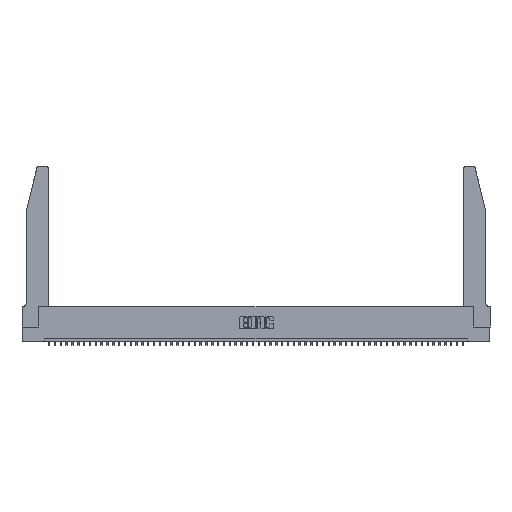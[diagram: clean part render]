
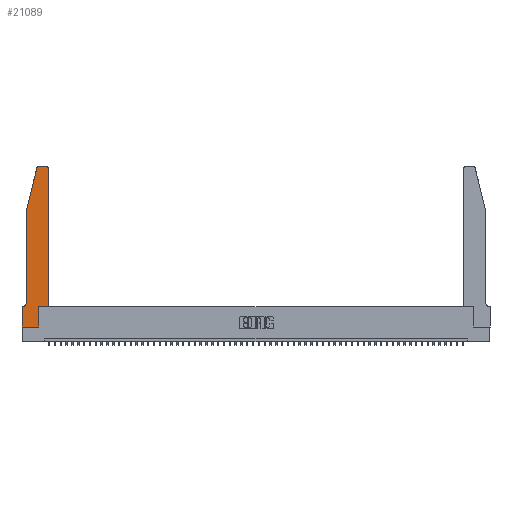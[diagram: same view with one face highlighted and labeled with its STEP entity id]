
A CAD part, top view. The second image highlights one B-rep face of the part: STEP entity #21089.
In plain terms, the highlighted planar face has unit normal (0, 0, 1).
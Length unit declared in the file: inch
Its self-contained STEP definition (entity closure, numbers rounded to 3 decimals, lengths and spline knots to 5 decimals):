
#886 = CARTESIAN_POINT ( 'NONE',  ( 0.4205, 2.75, 0.37 ) ) ;
#974 = CARTESIAN_POINT ( 'NONE',  ( 0.2865, 0., 0.37 ) ) ;
#983 = CARTESIAN_POINT ( 'NONE',  ( 0., 0., 0.37 ) ) ;
#1408 = DIRECTION ( 'NONE',  ( 1., 0., 0. ) ) ;
#4040 = DIRECTION ( 'NONE',  ( 0., 0., -1. ) ) ;
#4309 = CARTESIAN_POINT ( 'NONE',  ( 0.4205, 2.72, 0.37 ) ) ;
#4442 = CARTESIAN_POINT ( 'NONE',  ( 0.4505, 2.72, 0.37 ) ) ;
#4633 = ORIENTED_EDGE ( 'NONE', *, *, #25967, .T. ) ;
#4705 = CARTESIAN_POINT ( 'NONE',  ( 0.0755, 0.35, 0.37 ) ) ;
#4901 = CARTESIAN_POINT ( 'NONE',  ( 0., 0., 0.37 ) ) ;
#5399 = CARTESIAN_POINT ( 'NONE',  ( 0.4505, 0.35, 0.37 ) ) ;
#5614 = CARTESIAN_POINT ( 'NONE',  ( 0.25487, 2.72718, 0.37 ) ) ;
#7550 = EDGE_CURVE ( 'NONE', #40225, #12716, #11148, .T. ) ;
#7652 = ORIENTED_EDGE ( 'NONE', *, *, #7550, .T. ) ;
#7838 = AXIS2_PLACEMENT_3D ( 'NONE', #27388, #15167, #44852 ) ;
#8056 = CARTESIAN_POINT ( 'NONE',  ( 0.284, 2.75, 0.37 ) ) ;
#8064 = VECTOR ( 'NONE', #20903, 39.37008 ) ;
#8443 = ORIENTED_EDGE ( 'NONE', *, *, #33070, .T. ) ;
#8520 = DIRECTION ( 'NONE',  ( -1., 0., 0. ) ) ;
#9211 = DIRECTION ( 'NONE',  ( 0., -1., 0. ) ) ;
#9290 = LINE ( 'NONE', #46125, #8064 ) ;
#9423 = ORIENTED_EDGE ( 'NONE', *, *, #25107, .T. ) ;
#9467 = DIRECTION ( 'NONE',  ( -1., 0., 0. ) ) ;
#9474 = EDGE_CURVE ( 'NONE', #37141, #15689, #51964, .T. ) ;
#10182 = CARTESIAN_POINT ( 'NONE',  ( 0., 0.35, 0.37 ) ) ;
#10204 = VECTOR ( 'NONE', #9467, 39.37008 ) ;
#10780 = VERTEX_POINT ( 'NONE', #38456 ) ;
#11148 = LINE ( 'NONE', #22528, #16545 ) ;
#11674 = DIRECTION ( 'NONE',  ( 1., 0., 0. ) ) ;
#12169 = VERTEX_POINT ( 'NONE', #23736 ) ;
#12716 = VERTEX_POINT ( 'NONE', #20745 ) ;
#13332 = DIRECTION ( 'NONE',  ( 0., 0., 1. ) ) ;
#13481 = LINE ( 'NONE', #4705, #10204 ) ;
#14287 = CARTESIAN_POINT ( 'NONE',  ( 0.0755, 0.42, 0.37 ) ) ;
#14300 = LINE ( 'NONE', #983, #49555 ) ;
#14738 = CARTESIAN_POINT ( 'NONE',  ( 0.0755, 2., 0.37 ) ) ;
#14774 = CARTESIAN_POINT ( 'NONE',  ( 0.0055, 0.35, 0.37 ) ) ;
#15167 = DIRECTION ( 'NONE',  ( 0., 0., 1. ) ) ;
#15197 = VERTEX_POINT ( 'NONE', #43008 ) ;
#15689 = VERTEX_POINT ( 'NONE', #8056 ) ;
#16545 = VECTOR ( 'NONE', #31941, 39.37008 ) ;
#18436 = EDGE_CURVE ( 'NONE', #15689, #40225, #43389, .T. ) ;
#19231 = AXIS2_PLACEMENT_3D ( 'NONE', #4309, #13332, #1408 ) ;
#19251 = LINE ( 'NONE', #45868, #25259 ) ;
#19493 = VECTOR ( 'NONE', #22103, 39.37008 ) ;
#20647 = ORIENTED_EDGE ( 'NONE', *, *, #34382, .T. ) ;
#20745 = CARTESIAN_POINT ( 'NONE',  ( 0.0755, 2., 0.37 ) ) ;
#20903 = DIRECTION ( 'NONE',  ( 0., 1., 0. ) ) ;
#21089 = ADVANCED_FACE ( 'NONE', ( #29171 ), #27453, .T. ) ;
#21220 = VECTOR ( 'NONE', #31374, 39.37008 ) ;
#21614 = AXIS2_PLACEMENT_3D ( 'NONE', #50404, #4040, #25897 ) ;
#22103 = DIRECTION ( 'NONE',  ( 1., 0., 0. ) ) ;
#22528 = CARTESIAN_POINT ( 'NONE',  ( 0.0755, 2., 0.37 ) ) ;
#22980 = VERTEX_POINT ( 'NONE', #14774 ) ;
#23354 = CIRCLE ( 'NONE', #21614, 0.07 ) ;
#23736 = CARTESIAN_POINT ( 'NONE',  ( 0.4505, 0.35, 0.37 ) ) ;
#24762 = VERTEX_POINT ( 'NONE', #14287 ) ;
#25107 = EDGE_CURVE ( 'NONE', #28603, #15197, #9290, .T. ) ;
#25259 = VECTOR ( 'NONE', #11674, 39.37008 ) ;
#25741 = ORIENTED_EDGE ( 'NONE', *, *, #38569, .T. ) ;
#25897 = DIRECTION ( 'NONE',  ( -1., 0., 0. ) ) ;
#25967 = EDGE_CURVE ( 'NONE', #12169, #38766, #43720, .T. ) ;
#26181 = ORIENTED_EDGE ( 'NONE', *, *, #18436, .T. ) ;
#27388 = CARTESIAN_POINT ( 'NONE',  ( 0.284, 2.72, 0.37 ) ) ;
#27453 = PLANE ( 'NONE',  #29872 ) ;
#28603 = VERTEX_POINT ( 'NONE', #974 ) ;
#28892 = EDGE_CURVE ( 'NONE', #24762, #22980, #23354, .T. ) ;
#29171 = FACE_OUTER_BOUND ( 'NONE', #50591, .T. ) ;
#29872 = AXIS2_PLACEMENT_3D ( 'NONE', #10182, #39893, #44728 ) ;
#30379 = EDGE_CURVE ( 'NONE', #12716, #24762, #36969, .T. ) ;
#31374 = DIRECTION ( 'NONE',  ( 0., 1., 0. ) ) ;
#31941 = DIRECTION ( 'NONE',  ( -0.239, -0.971, 0. ) ) ;
#32145 = EDGE_CURVE ( 'NONE', #22980, #10780, #13481, .T. ) ;
#33070 = EDGE_CURVE ( 'NONE', #38766, #37141, #51847, .T. ) ;
#34382 = EDGE_CURVE ( 'NONE', #36121, #28603, #19251, .T. ) ;
#34646 = ORIENTED_EDGE ( 'NONE', *, *, #32145, .T. ) ;
#36121 = VERTEX_POINT ( 'NONE', #4901 ) ;
#36969 = LINE ( 'NONE', #14738, #49528 ) ;
#37141 = VERTEX_POINT ( 'NONE', #886 ) ;
#37180 = ORIENTED_EDGE ( 'NONE', *, *, #9474, .T. ) ;
#38417 = ORIENTED_EDGE ( 'NONE', *, *, #30379, .T. ) ;
#38456 = CARTESIAN_POINT ( 'NONE',  ( 0., 0.35, 0.37 ) ) ;
#38569 = EDGE_CURVE ( 'NONE', #15197, #12169, #42741, .T. ) ;
#38766 = VERTEX_POINT ( 'NONE', #4442 ) ;
#39893 = DIRECTION ( 'NONE',  ( 0., 0., 1. ) ) ;
#40225 = VERTEX_POINT ( 'NONE', #5614 ) ;
#40575 = DIRECTION ( 'NONE',  ( 0., -1., 0. ) ) ;
#40795 = VECTOR ( 'NONE', #8520, 39.37008 ) ;
#42741 = LINE ( 'NONE', #5399, #19493 ) ;
#43008 = CARTESIAN_POINT ( 'NONE',  ( 0.2865, 0.35, 0.37 ) ) ;
#43389 = CIRCLE ( 'NONE', #7838, 0.03 ) ;
#43720 = LINE ( 'NONE', #44376, #21220 ) ;
#44376 = CARTESIAN_POINT ( 'NONE',  ( 0.4505, 0.35, 0.37 ) ) ;
#44728 = DIRECTION ( 'NONE',  ( 1., 0., 0. ) ) ;
#44852 = DIRECTION ( 'NONE',  ( 1., 0., 0. ) ) ;
#45709 = CARTESIAN_POINT ( 'NONE',  ( 0.2605, 2.75, 0.37 ) ) ;
#45868 = CARTESIAN_POINT ( 'NONE',  ( 0., 0., 0.37 ) ) ;
#46125 = CARTESIAN_POINT ( 'NONE',  ( 0.2865, 0.35, 0.37 ) ) ;
#48577 = ORIENTED_EDGE ( 'NONE', *, *, #53137, .T. ) ;
#49308 = ORIENTED_EDGE ( 'NONE', *, *, #28892, .T. ) ;
#49528 = VECTOR ( 'NONE', #40575, 39.37008 ) ;
#49555 = VECTOR ( 'NONE', #9211, 39.37008 ) ;
#50404 = CARTESIAN_POINT ( 'NONE',  ( 0.0055, 0.42, 0.37 ) ) ;
#50591 = EDGE_LOOP ( 'NONE', ( #37180, #26181, #7652, #38417, #49308, #34646, #48577, #20647, #9423, #25741, #4633, #8443 ) ) ;
#51847 = CIRCLE ( 'NONE', #19231, 0.03 ) ;
#51964 = LINE ( 'NONE', #45709, #40795 ) ;
#53137 = EDGE_CURVE ( 'NONE', #10780, #36121, #14300, .T. ) ;
